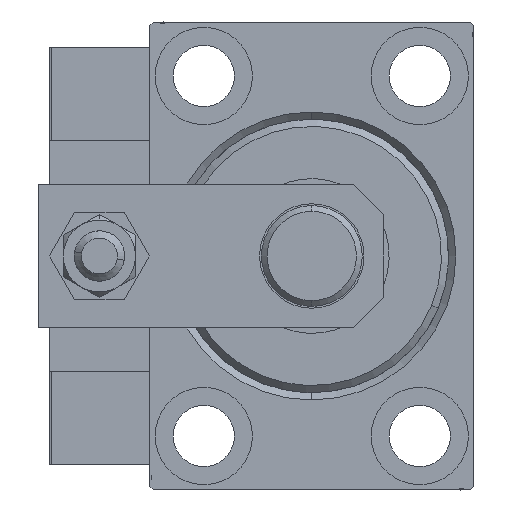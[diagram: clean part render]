
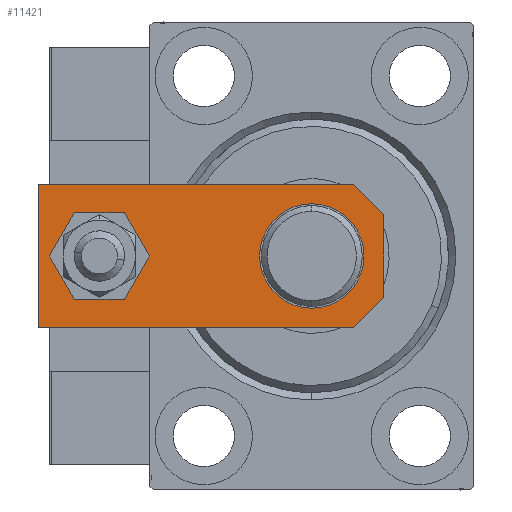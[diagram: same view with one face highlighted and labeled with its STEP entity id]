
A CAD part, left-side view. The second image highlights one B-rep face of the part: STEP entity #11421.
In plain terms, the highlighted face is planar.
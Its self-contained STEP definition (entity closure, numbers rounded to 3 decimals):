
#294 = DIRECTION ( 'NONE',  ( 0., 0., 1. ) ) ;
#342 = EDGE_CURVE ( 'NONE', #48305, #12054, #4287, .T. ) ;
#642 = DIRECTION ( 'NONE',  ( 0., 1., 0. ) ) ;
#2212 = VECTOR ( 'NONE', #642, 1000. ) ;
#2233 = LINE ( 'NONE', #30072, #42633 ) ;
#3090 = EDGE_CURVE ( 'NONE', #5016, #8418, #28589, .T. ) ;
#3218 = DIRECTION ( 'NONE',  ( 1., 0., 0. ) ) ;
#3501 = EDGE_CURVE ( 'NONE', #8418, #7869, #2233, .T. ) ;
#4287 = CIRCLE ( 'NONE', #33363, 7.25 ) ;
#4527 = CARTESIAN_POINT ( 'NONE',  ( 10., 0., 6. ) ) ;
#5016 = VERTEX_POINT ( 'NONE', #7133 ) ;
#6033 = VECTOR ( 'NONE', #48122, 1000. ) ;
#6144 = ORIENTED_EDGE ( 'NONE', *, *, #24284, .F. ) ;
#6443 = DIRECTION ( 'NONE',  ( 1., 0., 0. ) ) ;
#7088 = CIRCLE ( 'NONE', #10374, 4. ) ;
#7133 = CARTESIAN_POINT ( 'NONE',  ( -10., 48., 6. ) ) ;
#7869 = VERTEX_POINT ( 'NONE', #35738 ) ;
#8418 = VERTEX_POINT ( 'NONE', #35374 ) ;
#8606 = EDGE_CURVE ( 'NONE', #47414, #16994, #7088, .T. ) ;
#10374 = AXIS2_PLACEMENT_3D ( 'NONE', #18652, #42340, #6443 ) ;
#10753 = CARTESIAN_POINT ( 'NONE',  ( 0., 0., 6. ) ) ;
#11421 = ADVANCED_FACE ( 'NONE', ( #35488, #15444, #38868 ), #46417, .T. ) ;
#12054 = VERTEX_POINT ( 'NONE', #37653 ) ;
#12426 = EDGE_CURVE ( 'NONE', #16994, #47414, #47622, .T. ) ;
#12683 = CARTESIAN_POINT ( 'NONE',  ( 10., 48., 6. ) ) ;
#13386 = LINE ( 'NONE', #45129, #48901 ) ;
#14070 = CARTESIAN_POINT ( 'NONE',  ( -10., 0., 6. ) ) ;
#14768 = VERTEX_POINT ( 'NONE', #45869 ) ;
#14881 = ORIENTED_EDGE ( 'NONE', *, *, #27804, .T. ) ;
#15181 = AXIS2_PLACEMENT_3D ( 'NONE', #43992, #294, #24468 ) ;
#15444 = FACE_OUTER_BOUND ( 'NONE', #42618, .T. ) ;
#15642 = ORIENTED_EDGE ( 'NONE', *, *, #8606, .F. ) ;
#16845 = ORIENTED_EDGE ( 'NONE', *, *, #28281, .T. ) ;
#16870 = CARTESIAN_POINT ( 'NONE',  ( -10., 48., 6. ) ) ;
#16994 = VERTEX_POINT ( 'NONE', #17129 ) ;
#17129 = CARTESIAN_POINT ( 'NONE',  ( 4., 39.5, 6. ) ) ;
#18297 = CARTESIAN_POINT ( 'NONE',  ( 0., 10., 6. ) ) ;
#18652 = CARTESIAN_POINT ( 'NONE',  ( 0., 39.5, 6. ) ) ;
#22979 = ORIENTED_EDGE ( 'NONE', *, *, #27597, .T. ) ;
#24284 = EDGE_CURVE ( 'NONE', #12054, #48305, #32152, .T. ) ;
#24468 = DIRECTION ( 'NONE',  ( 1., 0., 0. ) ) ;
#24994 = ORIENTED_EDGE ( 'NONE', *, *, #342, .F. ) ;
#25508 = VERTEX_POINT ( 'NONE', #12683 ) ;
#26085 = ORIENTED_EDGE ( 'NONE', *, *, #3501, .T. ) ;
#26848 = ORIENTED_EDGE ( 'NONE', *, *, #31631, .T. ) ;
#27597 = EDGE_CURVE ( 'NONE', #14768, #35704, #48328, .T. ) ;
#27804 = EDGE_CURVE ( 'NONE', #35704, #25508, #40176, .T. ) ;
#28281 = EDGE_CURVE ( 'NONE', #7869, #14768, #50764, .T. ) ;
#28589 = LINE ( 'NONE', #16870, #6033 ) ;
#28797 = AXIS2_PLACEMENT_3D ( 'NONE', #40461, #32643, #44104 ) ;
#28911 = VECTOR ( 'NONE', #41032, 1000. ) ;
#30072 = CARTESIAN_POINT ( 'NONE',  ( -2.88, -2.88, 6. ) ) ;
#31631 = EDGE_CURVE ( 'NONE', #25508, #5016, #13386, .T. ) ;
#32152 = CIRCLE ( 'NONE', #28797, 7.25 ) ;
#32643 = DIRECTION ( 'NONE',  ( 0., 0., 1. ) ) ;
#33363 = AXIS2_PLACEMENT_3D ( 'NONE', #18297, #37314, #50059 ) ;
#34713 = DIRECTION ( 'NONE',  ( 0., 0., 1. ) ) ;
#34807 = ORIENTED_EDGE ( 'NONE', *, *, #12426, .F. ) ;
#35374 = CARTESIAN_POINT ( 'NONE',  ( -10., 4.24, 6. ) ) ;
#35488 = FACE_BOUND ( 'NONE', #42500, .T. ) ;
#35514 = VECTOR ( 'NONE', #38018, 1000. ) ;
#35704 = VERTEX_POINT ( 'NONE', #37473 ) ;
#35738 = CARTESIAN_POINT ( 'NONE',  ( -5.76, 0., 6. ) ) ;
#36013 = CARTESIAN_POINT ( 'NONE',  ( -4., 39.5, 6. ) ) ;
#37140 = CARTESIAN_POINT ( 'NONE',  ( 2.88, -2.88, 6. ) ) ;
#37314 = DIRECTION ( 'NONE',  ( 0., 0., 1. ) ) ;
#37473 = CARTESIAN_POINT ( 'NONE',  ( 10., 4.24, 6. ) ) ;
#37653 = CARTESIAN_POINT ( 'NONE',  ( 7.25, 10., 6. ) ) ;
#38018 = DIRECTION ( 'NONE',  ( 1., 0., 0. ) ) ;
#38868 = FACE_BOUND ( 'NONE', #40112, .T. ) ;
#40112 = EDGE_LOOP ( 'NONE', ( #24994, #6144 ) ) ;
#40176 = LINE ( 'NONE', #4527, #2212 ) ;
#40461 = CARTESIAN_POINT ( 'NONE',  ( 0., 10., 6. ) ) ;
#40677 = ORIENTED_EDGE ( 'NONE', *, *, #3090, .T. ) ;
#41032 = DIRECTION ( 'NONE',  ( 0.707, 0.707, 0. ) ) ;
#42107 = CARTESIAN_POINT ( 'NONE',  ( -7.25, 10., 6. ) ) ;
#42340 = DIRECTION ( 'NONE',  ( 0., 0., 1. ) ) ;
#42500 = EDGE_LOOP ( 'NONE', ( #15642, #34807 ) ) ;
#42618 = EDGE_LOOP ( 'NONE', ( #40677, #26085, #16845, #22979, #14881, #26848 ) ) ;
#42633 = VECTOR ( 'NONE', #50119, 1000. ) ;
#43718 = AXIS2_PLACEMENT_3D ( 'NONE', #10753, #34713, #3218 ) ;
#43992 = CARTESIAN_POINT ( 'NONE',  ( 0., 39.5, 6. ) ) ;
#44104 = DIRECTION ( 'NONE',  ( 1., 0., 0. ) ) ;
#45129 = CARTESIAN_POINT ( 'NONE',  ( 10., 48., 6. ) ) ;
#45869 = CARTESIAN_POINT ( 'NONE',  ( 5.76, 0., 6. ) ) ;
#46417 = PLANE ( 'NONE',  #43718 ) ;
#47414 = VERTEX_POINT ( 'NONE', #36013 ) ;
#47622 = CIRCLE ( 'NONE', #15181, 4. ) ;
#48122 = DIRECTION ( 'NONE',  ( 0., -1., 0. ) ) ;
#48305 = VERTEX_POINT ( 'NONE', #42107 ) ;
#48328 = LINE ( 'NONE', #37140, #28911 ) ;
#48535 = DIRECTION ( 'NONE',  ( -1., 0., 0. ) ) ;
#48901 = VECTOR ( 'NONE', #48535, 1000. ) ;
#50059 = DIRECTION ( 'NONE',  ( 1., 0., 0. ) ) ;
#50119 = DIRECTION ( 'NONE',  ( 0.707, -0.707, 0. ) ) ;
#50764 = LINE ( 'NONE', #14070, #35514 ) ;
